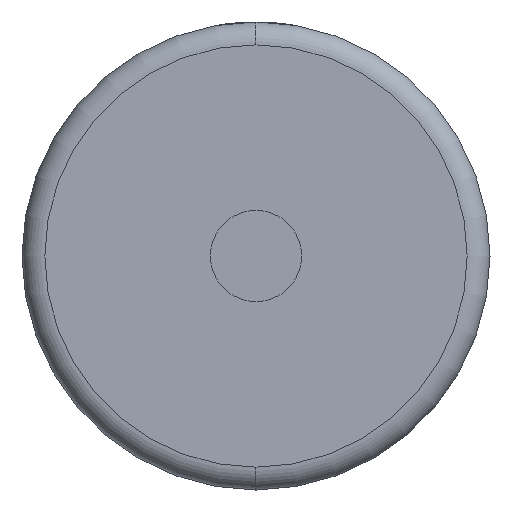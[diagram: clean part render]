
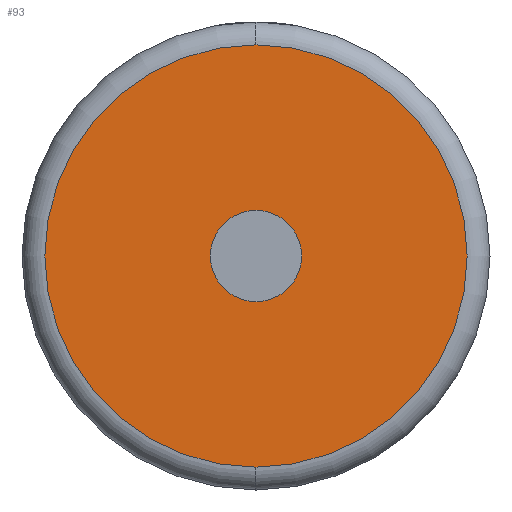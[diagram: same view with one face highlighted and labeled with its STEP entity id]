
A CAD part, left-side view. The second image highlights one B-rep face of the part: STEP entity #93.
In plain terms, the highlighted planar face has unit normal (-1, 0, 0).
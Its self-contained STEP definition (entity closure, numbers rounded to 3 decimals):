
#12 = DIRECTION ( 'NONE',  ( -1., 0., 0. ) ) ;
#93 = ADVANCED_FACE ( 'NONE', ( #5117, #2496 ), #3199, .F. ) ;
#158 = EDGE_CURVE ( 'NONE', #5667, #401, #2583, .T. ) ;
#201 = AXIS2_PLACEMENT_3D ( 'NONE', #2930, #875, #4366 ) ;
#401 = VERTEX_POINT ( 'NONE', #3164 ) ;
#452 = CARTESIAN_POINT ( 'NONE',  ( 0., 0., -4. ) ) ;
#508 = CARTESIAN_POINT ( 'NONE',  ( 0., 0., 0. ) ) ;
#632 = AXIS2_PLACEMENT_3D ( 'NONE', #761, #706, #2765 ) ;
#706 = DIRECTION ( 'NONE',  ( 1., 0., 0. ) ) ;
#747 = AXIS2_PLACEMENT_3D ( 'NONE', #508, #12, #968 ) ;
#761 = CARTESIAN_POINT ( 'NONE',  ( 0., 0., 0. ) ) ;
#784 = EDGE_CURVE ( 'NONE', #401, #5667, #4167, .T. ) ;
#875 = DIRECTION ( 'NONE',  ( -1., 0., 0. ) ) ;
#968 = DIRECTION ( 'NONE',  ( 0., 0., -1. ) ) ;
#1048 = ORIENTED_EDGE ( 'NONE', *, *, #4248, .T. ) ;
#1250 = EDGE_LOOP ( 'NONE', ( #5767, #2035 ) ) ;
#1472 = EDGE_LOOP ( 'NONE', ( #1048, #5089 ) ) ;
#1549 = CARTESIAN_POINT ( 'NONE',  ( 0., 0., -18.5 ) ) ;
#1601 = DIRECTION ( 'NONE',  ( -1., 0., 0. ) ) ;
#1679 = CARTESIAN_POINT ( 'NONE',  ( 0., 0., 0. ) ) ;
#1814 = CARTESIAN_POINT ( 'NONE',  ( 0., 0., 0. ) ) ;
#1831 = AXIS2_PLACEMENT_3D ( 'NONE', #1814, #4394, #3900 ) ;
#2035 = ORIENTED_EDGE ( 'NONE', *, *, #784, .F. ) ;
#2496 = FACE_BOUND ( 'NONE', #1250, .T. ) ;
#2583 = CIRCLE ( 'NONE', #1831, 4. ) ;
#2690 = DIRECTION ( 'NONE',  ( 0., 0., -1. ) ) ;
#2765 = DIRECTION ( 'NONE',  ( 0., 0., -1. ) ) ;
#2930 = CARTESIAN_POINT ( 'NONE',  ( 0., 0., 0. ) ) ;
#3164 = CARTESIAN_POINT ( 'NONE',  ( 0., 0., 4. ) ) ;
#3198 = VERTEX_POINT ( 'NONE', #1549 ) ;
#3199 = PLANE ( 'NONE',  #632 ) ;
#3752 = CIRCLE ( 'NONE', #747, 18.5 ) ;
#3900 = DIRECTION ( 'NONE',  ( 0., 0., -1. ) ) ;
#4167 = CIRCLE ( 'NONE', #6457, 4. ) ;
#4248 = EDGE_CURVE ( 'NONE', #3198, #5953, #4728, .T. ) ;
#4366 = DIRECTION ( 'NONE',  ( 0., 0., -1. ) ) ;
#4394 = DIRECTION ( 'NONE',  ( -1., 0., 0. ) ) ;
#4728 = CIRCLE ( 'NONE', #201, 18.5 ) ;
#5089 = ORIENTED_EDGE ( 'NONE', *, *, #5841, .T. ) ;
#5117 = FACE_OUTER_BOUND ( 'NONE', #1472, .T. ) ;
#5148 = CARTESIAN_POINT ( 'NONE',  ( 0., 0., 18.5 ) ) ;
#5667 = VERTEX_POINT ( 'NONE', #452 ) ;
#5767 = ORIENTED_EDGE ( 'NONE', *, *, #158, .F. ) ;
#5841 = EDGE_CURVE ( 'NONE', #5953, #3198, #3752, .T. ) ;
#5953 = VERTEX_POINT ( 'NONE', #5148 ) ;
#6457 = AXIS2_PLACEMENT_3D ( 'NONE', #1679, #1601, #2690 ) ;
